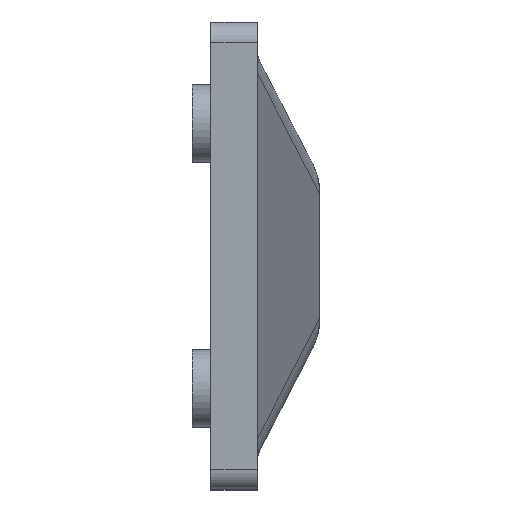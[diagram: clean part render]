
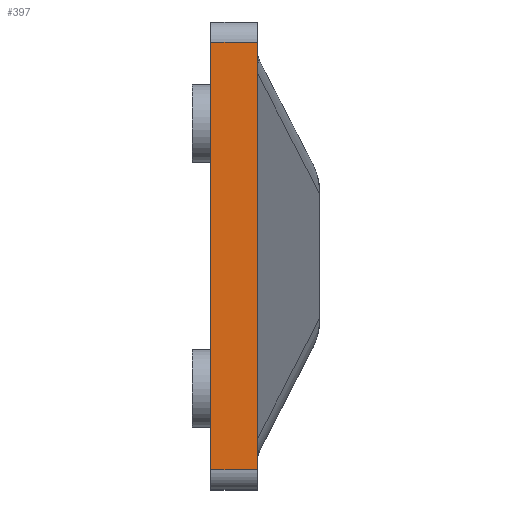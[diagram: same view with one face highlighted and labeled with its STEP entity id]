
A CAD part, left-side view. The second image highlights one B-rep face of the part: STEP entity #397.
In plain terms, the highlighted planar face has unit normal (-1, 0, 0).
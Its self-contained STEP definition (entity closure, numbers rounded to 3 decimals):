
#103 = CARTESIAN_POINT ( 'NONE',  ( -51., -3., -13.7 ) ) ;
#250 = ORIENTED_EDGE ( 'NONE', *, *, #530, .T. ) ;
#397 = ADVANCED_FACE ( 'NONE', ( #801 ), #2267, .T. ) ;
#458 = VECTOR ( 'NONE', #1649, 1000. ) ;
#527 = CARTESIAN_POINT ( 'NONE',  ( -51., -3., 13.7 ) ) ;
#530 = EDGE_CURVE ( 'NONE', #1393, #3561, #1335, .T. ) ;
#768 = CARTESIAN_POINT ( 'NONE',  ( -51., 0., 13.7 ) ) ;
#801 = FACE_OUTER_BOUND ( 'NONE', #2680, .T. ) ;
#927 = CARTESIAN_POINT ( 'NONE',  ( -51., 0., 15. ) ) ;
#1050 = DIRECTION ( 'NONE',  ( 0., 0., 1. ) ) ;
#1171 = AXIS2_PLACEMENT_3D ( 'NONE', #927, #3363, #3652 ) ;
#1335 = LINE ( 'NONE', #2702, #4418 ) ;
#1393 = VERTEX_POINT ( 'NONE', #1596 ) ;
#1443 = EDGE_CURVE ( 'NONE', #1393, #3531, #3112, .T. ) ;
#1528 = VECTOR ( 'NONE', #1050, 1000. ) ;
#1596 = CARTESIAN_POINT ( 'NONE',  ( -51., 0., -13.7 ) ) ;
#1649 = DIRECTION ( 'NONE',  ( 0., 1., 0. ) ) ;
#1705 = ORIENTED_EDGE ( 'NONE', *, *, #1443, .F. ) ;
#1798 = VERTEX_POINT ( 'NONE', #527 ) ;
#2050 = CARTESIAN_POINT ( 'NONE',  ( -51., 0., 15. ) ) ;
#2075 = ORIENTED_EDGE ( 'NONE', *, *, #2530, .T. ) ;
#2267 = PLANE ( 'NONE',  #1171 ) ;
#2369 = LINE ( 'NONE', #4137, #1528 ) ;
#2530 = EDGE_CURVE ( 'NONE', #1798, #3531, #2961, .T. ) ;
#2680 = EDGE_LOOP ( 'NONE', ( #1705, #250, #3378, #2075 ) ) ;
#2702 = CARTESIAN_POINT ( 'NONE',  ( -51., 0., -13.7 ) ) ;
#2961 = LINE ( 'NONE', #4360, #458 ) ;
#3112 = LINE ( 'NONE', #2050, #3827 ) ;
#3363 = DIRECTION ( 'NONE',  ( -1., 0., 0. ) ) ;
#3378 = ORIENTED_EDGE ( 'NONE', *, *, #3742, .T. ) ;
#3520 = DIRECTION ( 'NONE',  ( 0., 0., 1. ) ) ;
#3531 = VERTEX_POINT ( 'NONE', #768 ) ;
#3561 = VERTEX_POINT ( 'NONE', #103 ) ;
#3652 = DIRECTION ( 'NONE',  ( 0., 0., 1. ) ) ;
#3742 = EDGE_CURVE ( 'NONE', #3561, #1798, #2369, .T. ) ;
#3827 = VECTOR ( 'NONE', #3520, 1000. ) ;
#4094 = DIRECTION ( 'NONE',  ( 0., -1., 0. ) ) ;
#4137 = CARTESIAN_POINT ( 'NONE',  ( -51., -3., 15. ) ) ;
#4360 = CARTESIAN_POINT ( 'NONE',  ( -51., 0., 13.7 ) ) ;
#4418 = VECTOR ( 'NONE', #4094, 1000. ) ;
